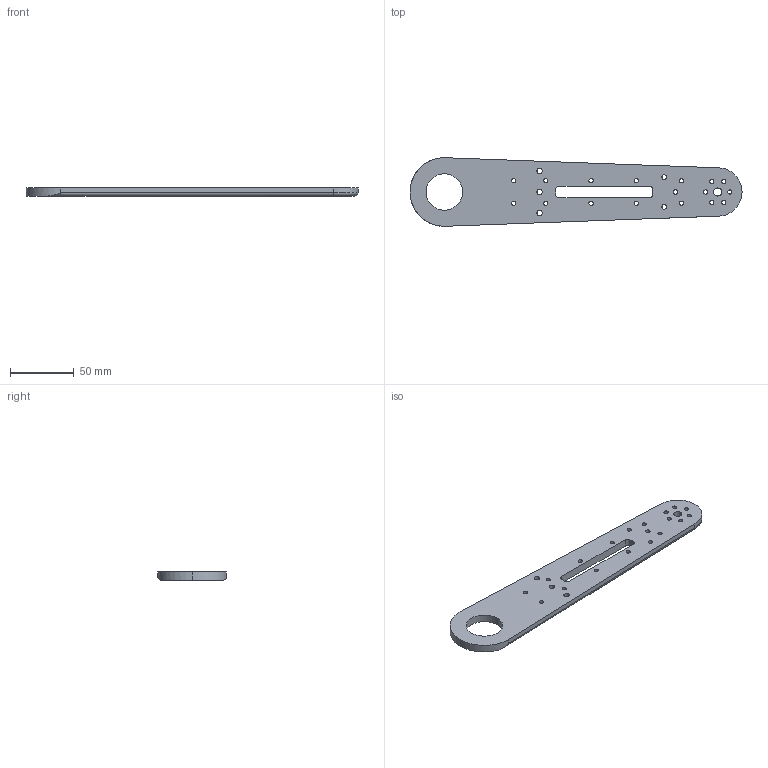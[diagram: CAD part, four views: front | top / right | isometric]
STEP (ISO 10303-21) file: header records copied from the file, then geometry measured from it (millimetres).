
FILE_DESCRIPTION (( 'STEP AP203' ), '1' );
FILE_NAME ('J2 Arm Right.STEP', '2016-07-29T00:13:49', ( '' ), ( '' ), 'SwSTEP 2.0', 'SolidWorks 2015', '' );
FILE_SCHEMA (( 'CONFIG_CONTROL_DESIGN' ));
Length unit declared in the file: inch
Products named in the file (1): J2 Arm Right
Bounding box: 261.11 x 53.98 x 6.35 mm (x, y, z)
Volume: 63157.9 mm3; surface area: 26490.3 mm2
Topology: 1 solids, 1 shells, 67 faces, 193 edges, 128 vertices
Faces by surface type: cylinder 57, plane 8, torus 2
Entity records: 2506 total; most frequent: CARTESIAN_POINT 459, DIRECTION 439, ORIENTED_EDGE 386, EDGE_CURVE 193, AXIS2_PLACEMENT_3D 182, VERTEX_POINT 128, EDGE_LOOP 117, CIRCLE 114
